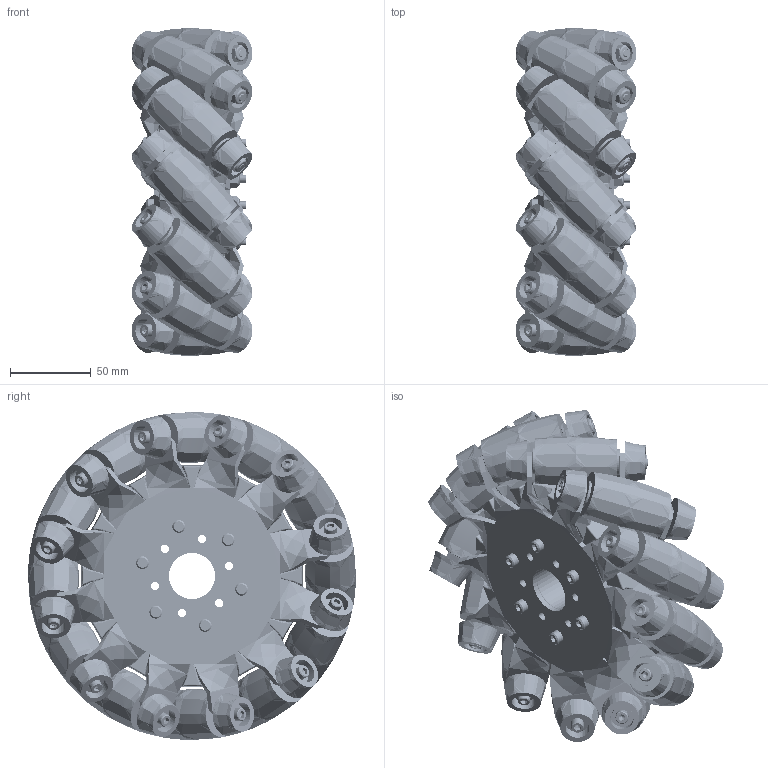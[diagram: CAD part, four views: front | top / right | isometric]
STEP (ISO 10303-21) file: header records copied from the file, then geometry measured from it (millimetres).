
FILE_DESCRIPTION (( 'STEP AP203' ), '1' );
FILE_NAME ('Left Wheel.STEP', '2012-05-08T18:19:22', ( 'Andy Baker' ), ( 'AndyMark Inc.' ), 'SwSTEP 2.0', 'SolidWorks 2010', '' );
FILE_SCHEMA (( 'CONFIG_CONTROL_DESIGN' ));
Length unit declared in the file: inch
Products named in the file (17): MBC Bushing MU04TH04; End Axle II; 250 Washer; 10 Washer_Preferred Narrow FW 0.19; SHCS 10-32 x 3.25_HX-SHCS 0.19-32x3.25x0.875-C; 10-32 Nylock Nut 1_90631A411; SHCS 10-32 x 2.25; Roller E Skin Optimized; Middle Axle II; Roller E Optimized; Support Spacer Half; 8 Mecanum Plate Left B; Left Wheel; Roller M optimized; Roller M core Optimized; Roller M skin Optimized; Roller E Core Optimized
Assembly tree (122 placements, depth 3):
  Left Wheel
    Roller M optimized  x12
      Roller M core Optimized
      Roller M skin Optimized
      Middle Axle II
      MBC Bushing MU04TH04
    250 Washer  x24
    10 Washer_Preferred Narrow FW 0.19  x13
    SHCS 10-32 x 3.25_HX-SHCS 0.19-32x3.25x0.875-C  x12
    10-32 Nylock Nut 1_90631A411  x18
    Support Spacer Half  x2
    8 Mecanum Plate Left B  x2
    Roller E Optimized  x24
      Roller E Core Optimized
      Roller E Skin Optimized
      MBC Bushing MU04TH04
      End Axle II
    SHCS 10-32 x 2.25  x6
Bounding box: 74.78 x 203.38 x 203.38 mm (x, y, z)
Volume: 910488.7 mm3; surface area: 586288.7 mm2
Topology: 251 solids, 251 shells, 6294 faces, 14088 edges, 8356 vertices
Faces by surface type: cylinder 1488, bspline 1362, cone 1248, plane 1246, sphere 482, torus 468
Entity records: 70199 total; most frequent: CARTESIAN_POINT 35389, ORIENTED_EDGE 6976, DIRECTION 5388, EDGE_CURVE 3488, AXIS2_PLACEMENT_3D 2361, VERTEX_POINT 2089, EDGE_LOOP 1581, FACE_OUTER_BOUND 1456
